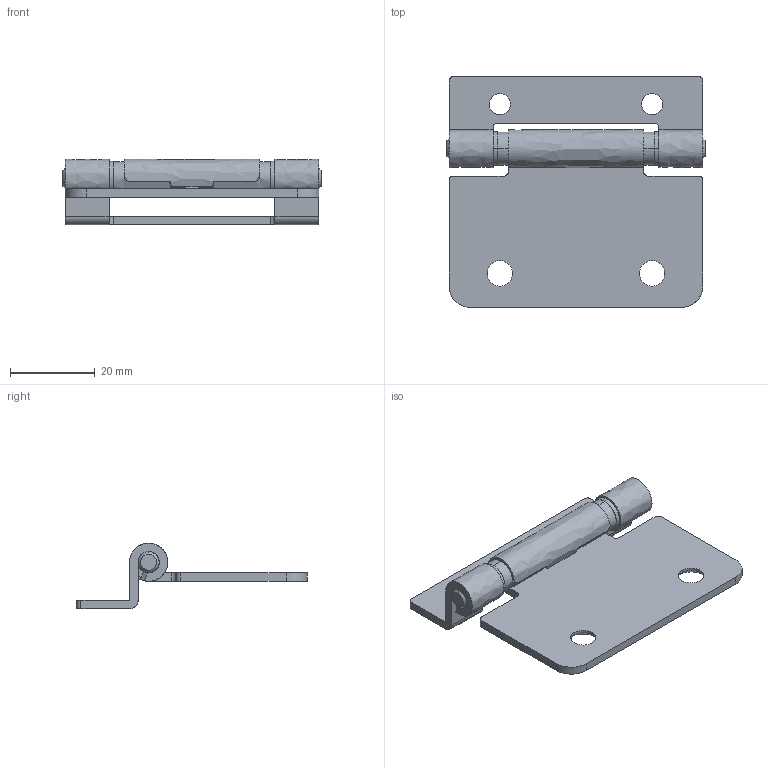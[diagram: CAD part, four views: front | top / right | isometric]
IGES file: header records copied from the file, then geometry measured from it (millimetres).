
Start section: ------------------------------------------------------------------------
Global section: file name: PC50.10060.TH-176_8279.igs; native system: spGate; preprocessor: ver15.6.1; author: Unknown; organization: Unknown; date: 191226.160354; units: millimetre
Bounding box: 61 x 54.5 x 15.5 mm (x, y, z)
Volume: 8877.9 mm3; surface area: 9325.7 mm2
Topology: 4 solids, 4 shells, 126 faces, 352 edges, 228 vertices
Faces by surface type: bspline 126
